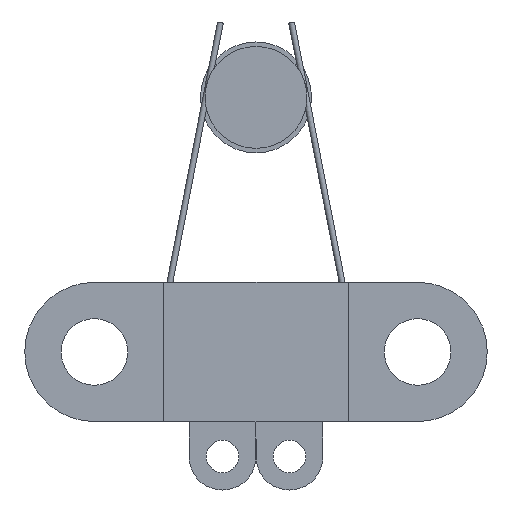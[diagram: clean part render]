
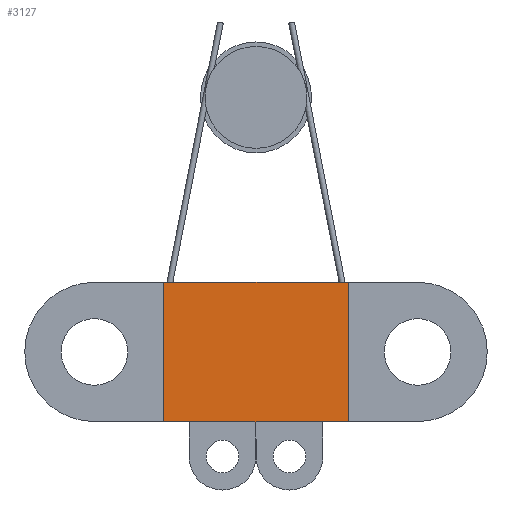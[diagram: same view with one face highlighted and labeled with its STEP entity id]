
A CAD part, front view. The second image highlights one B-rep face of the part: STEP entity #3127.
In plain terms, the highlighted planar face has unit normal (0, -1, 0).
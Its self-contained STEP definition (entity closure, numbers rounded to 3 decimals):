
#28 = DIRECTION ( 'NONE',  ( 0., 0., 1. ) ) ;
#228 = CARTESIAN_POINT ( 'NONE',  ( -5.55, -11.18, -17.296 ) ) ;
#431 = LINE ( 'NONE', #2697, #2011 ) ;
#880 = AXIS2_PLACEMENT_3D ( 'NONE', #2955, #1927, #5617 ) ;
#934 = VECTOR ( 'NONE', #5085, 1000. ) ;
#1302 = ORIENTED_EDGE ( 'NONE', *, *, #5296, .F. ) ;
#1733 = VERTEX_POINT ( 'NONE', #5724 ) ;
#1784 = VECTOR ( 'NONE', #1821, 1000. ) ;
#1821 = DIRECTION ( 'NONE',  ( -1., 0., 0. ) ) ;
#1872 = ORIENTED_EDGE ( 'NONE', *, *, #5815, .F. ) ;
#1927 = DIRECTION ( 'NONE',  ( 0., 1., 0. ) ) ;
#1945 = LINE ( 'NONE', #228, #1784 ) ;
#1950 = VECTOR ( 'NONE', #28, 1000. ) ;
#2011 = VECTOR ( 'NONE', #6376, 1000. ) ;
#2045 = ORIENTED_EDGE ( 'NONE', *, *, #2600, .F. ) ;
#2133 = CARTESIAN_POINT ( 'NONE',  ( -3.175, -11.18, -17.296 ) ) ;
#2162 = EDGE_CURVE ( 'NONE', #1733, #2641, #6384, .T. ) ;
#2600 = EDGE_CURVE ( 'NONE', #3776, #1733, #431, .T. ) ;
#2641 = VERTEX_POINT ( 'NONE', #5879 ) ;
#2697 = CARTESIAN_POINT ( 'NONE',  ( -5.55, -11.18, -12.516 ) ) ;
#2955 = CARTESIAN_POINT ( 'NONE',  ( 5.55, -11.18, -14.906 ) ) ;
#3083 = VERTEX_POINT ( 'NONE', #3444 ) ;
#3127 = ADVANCED_FACE ( 'NONE', ( #3462 ), #4024, .F. ) ;
#3215 = EDGE_LOOP ( 'NONE', ( #2045, #1302, #1872, #5031 ) ) ;
#3347 = LINE ( 'NONE', #2133, #1950 ) ;
#3444 = CARTESIAN_POINT ( 'NONE',  ( -3.175, -11.18, -17.296 ) ) ;
#3462 = FACE_OUTER_BOUND ( 'NONE', #3215, .T. ) ;
#3776 = VERTEX_POINT ( 'NONE', #5878 ) ;
#4024 = PLANE ( 'NONE',  #880 ) ;
#5031 = ORIENTED_EDGE ( 'NONE', *, *, #2162, .F. ) ;
#5085 = DIRECTION ( 'NONE',  ( 0., 0., -1. ) ) ;
#5296 = EDGE_CURVE ( 'NONE', #3083, #3776, #3347, .T. ) ;
#5617 = DIRECTION ( 'NONE',  ( 0., 0., 1. ) ) ;
#5724 = CARTESIAN_POINT ( 'NONE',  ( 3.175, -11.18, -12.516 ) ) ;
#5815 = EDGE_CURVE ( 'NONE', #2641, #3083, #1945, .T. ) ;
#5878 = CARTESIAN_POINT ( 'NONE',  ( -3.175, -11.18, -12.516 ) ) ;
#5879 = CARTESIAN_POINT ( 'NONE',  ( 3.175, -11.18, -17.296 ) ) ;
#6102 = CARTESIAN_POINT ( 'NONE',  ( 3.175, -11.18, -17.296 ) ) ;
#6376 = DIRECTION ( 'NONE',  ( 1., 0., 0. ) ) ;
#6384 = LINE ( 'NONE', #6102, #934 ) ;
